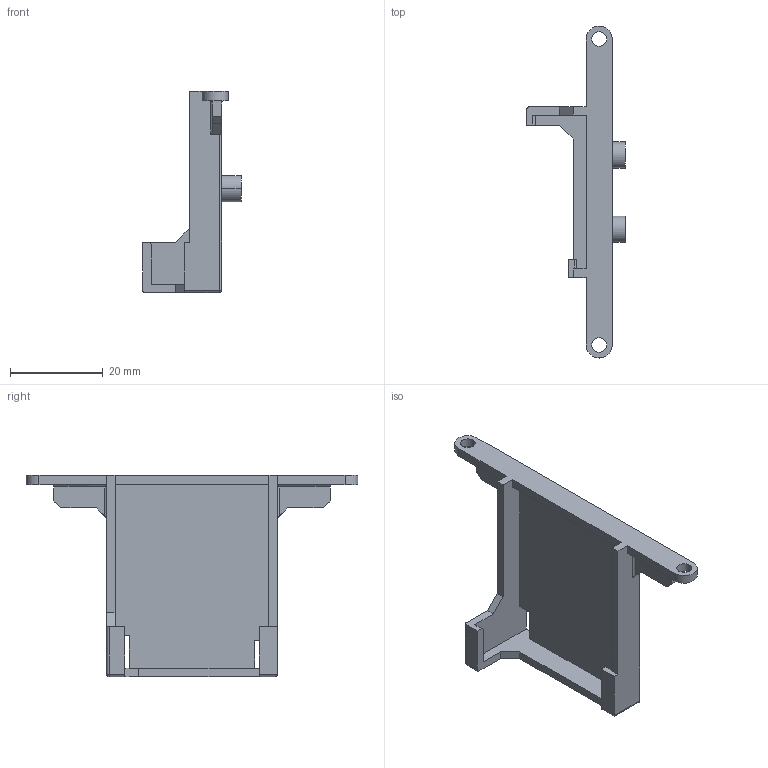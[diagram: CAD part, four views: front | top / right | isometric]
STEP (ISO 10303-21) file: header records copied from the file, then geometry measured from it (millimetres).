
FILE_DESCRIPTION (( 'STEP AP214' ), '1' );
FILE_NAME ('sensor PCB bracket.STEP', '2019-03-18T15:49:36', ( '' ), ( '' ), 'SwSTEP 2.0', 'SolidWorks 2017', '' );
FILE_SCHEMA (( 'AUTOMOTIVE_DESIGN' ));
Length unit declared in the file: millimetre
Products named in the file (1): sensor PCB bracket
Bounding box: 21.2 x 71.6 x 43.4 mm (x, y, z)
Volume: 5523.9 mm3; surface area: 6301.9 mm2
Topology: 1 solids, 1 shells, 78 faces, 213 edges, 136 vertices
Faces by surface type: plane 44, cylinder 29, sphere 3, cone 2
Entity records: 2493 total; most frequent: CARTESIAN_POINT 481, ORIENTED_EDGE 420, DIRECTION 399, EDGE_CURVE 210, LINE 149, VECTOR 149, VERTEX_POINT 136, AXIS2_PLACEMENT_3D 125
